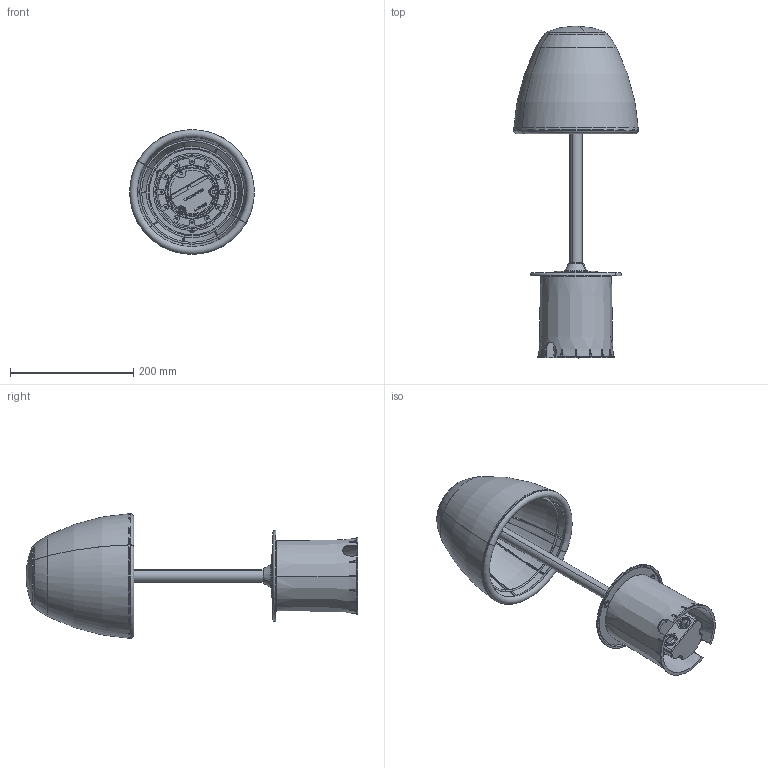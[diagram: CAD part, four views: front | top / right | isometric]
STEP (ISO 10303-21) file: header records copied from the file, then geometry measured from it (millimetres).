
FILE_DESCRIPTION (( 'STEP AP203' ), '1' );
FILE_NAME ('ATTICUS B-40 OUTDOOR 31014400YY.STEP', '2023-01-16T08:35:01', ( '' ), ( '' ), 'SwSTEP 2.0', 'SolidWorks 2019', '' );
FILE_SCHEMA (( 'CONFIG_CONTROL_DESIGN' ));
Length unit declared in the file: millimetre
Products named in the file (19): 000-310-13; 000-310-26; 000-D7991-310 A2; 000-310-55; 000-310-87; 000-Gea 130power led 170703.sldasm-Part-1; 000-310-27; 000-Gea 130power led 170703.sldasm-Part-2; ATTICUS B-40 OUTDOOR 31014400YY; 000-310-52; 000-310-59; 000-D125-A4; 000-D912-48A2; 000-310-54; 000-310-58; 000-310-57; 000-310-53; 000-Gea 130power led 170703.sldasm-Part-3; D7991-510a2
Assembly tree (23 placements, depth 3):
  ATTICUS B-40 OUTDOOR 31014400YY
    000-Gea 130power led 170703.sldasm-Part-1
    000-Gea 130power led 170703.sldasm-Part-2
    000-310-26
    D7991-510a2  x4
    000-Gea 130power led 170703.sldasm-Part-3
    000-D125-A4
    000-D912-48A2
    000-310-54
      000-310-27
      000-310-52
      000-310-87
    000-310-55
    000-310-57
    000-310-13
    000-310-53
    000-310-58
    000-D7991-310 A2  x3
    000-310-59
Bounding box: 202.52 x 538.29 x 202.52 mm (x, y, z)
Volume: 511726.8 mm3; surface area: 628065.5 mm2
Topology: 28 solids, 29 shells, 1790 faces, 4705 edges, 3032 vertices
Faces by surface type: plane 860, cylinder 364, cone 221, bspline 186, torus 149, sphere 10
Entity records: 65733 total; most frequent: CARTESIAN_POINT 23434, ORIENTED_EDGE 8918, DIRECTION 7607, EDGE_CURVE 4459, VERTEX_POINT 2895, AXIS2_PLACEMENT_3D 2676, LINE 2255, VECTOR 2255
